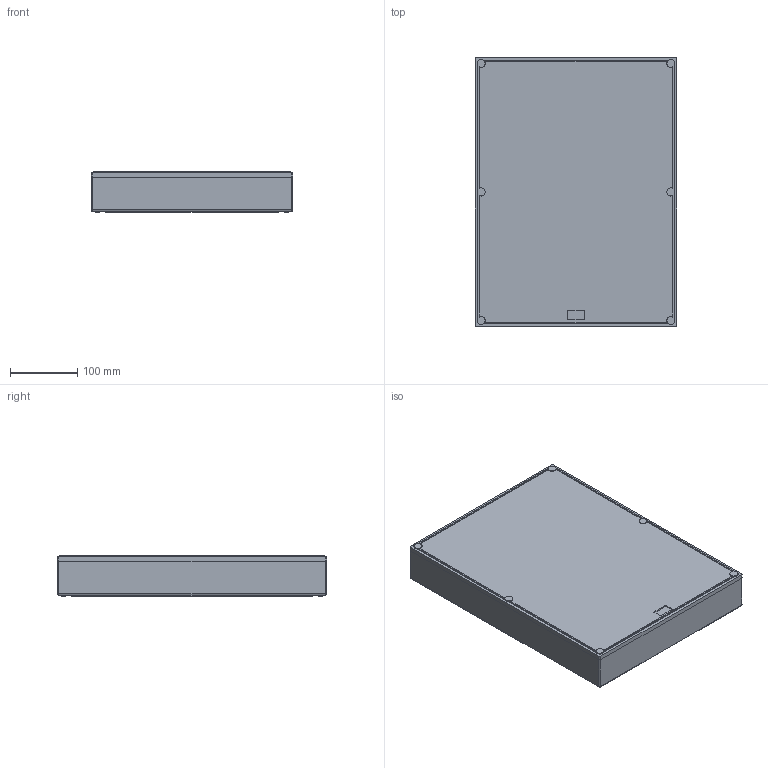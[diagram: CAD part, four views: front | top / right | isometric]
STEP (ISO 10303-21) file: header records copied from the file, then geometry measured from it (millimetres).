
FILE_DESCRIPTION((''),'2;1');
FILE_NAME('GW42008_ASM','2021-07-16T10:39:37',('User'),('Axiro Italia'),'CREO PARAMETRIC BY PTC INC, 2020354','CREO PARAMETRIC BY PTC INC, 2020354','');
FILE_SCHEMA(('CONFIG_CONTROL_DESIGN'));
Length unit declared in the file: millimetre
Products named in the file (3): GW42008_COMPONENTE_A_OR; GW42008_COMPONENTE_B_OR; GW42008_ASM
Assembly tree (2 placements, depth 2):
  GW42008_ASM
    GW42008_COMPONENTE_A_OR
    GW42008_COMPONENTE_B_OR
Bounding box: 300 x 400 x 60.25 mm (x, y, z)
Volume: 1494844.6 mm3; surface area: 679210.1 mm2
Topology: 2 solids, 2 shells, 755 faces, 1996 edges, 1328 vertices
Faces by surface type: plane 563, cylinder 120, cone 68, sphere 4
Entity records: 23312 total; most frequent: CARTESIAN_POINT 4084, ORIENTED_EDGE 3992, DIRECTION 3894, EDGE_CURVE 1996, VECTOR 1618, LINE 1618, VERTEX_POINT 1328, AXIS2_PLACEMENT_3D 1138
